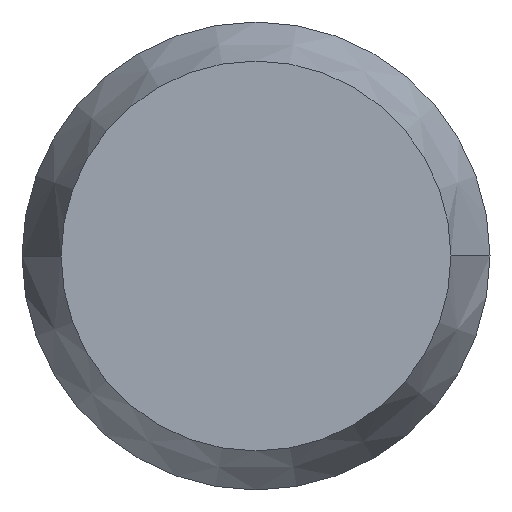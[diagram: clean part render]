
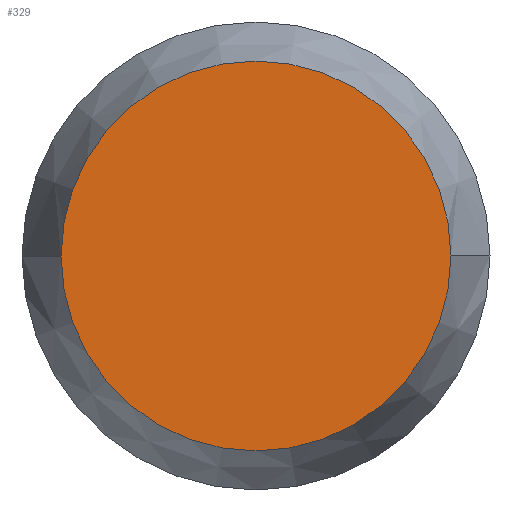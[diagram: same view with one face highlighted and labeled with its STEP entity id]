
A CAD part, front view. The second image highlights one B-rep face of the part: STEP entity #329.
In plain terms, the highlighted planar face has unit normal (0, -1, 0).
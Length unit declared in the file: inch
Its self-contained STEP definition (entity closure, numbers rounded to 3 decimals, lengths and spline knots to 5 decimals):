
#44 = FACE_OUTER_BOUND ( 'NONE', #250, .T. ) ;
#68 = DIRECTION ( 'NONE',  ( 0., -1., 0. ) ) ;
#82 = CIRCLE ( 'NONE', #341, 0.0781 ) ;
#113 = EDGE_CURVE ( 'NONE', #328, #152, #82, .T. ) ;
#122 = CARTESIAN_POINT ( 'NONE',  ( 0., 0., 0.0781 ) ) ;
#136 = DIRECTION ( 'NONE',  ( 0., 0., -1. ) ) ;
#151 = DIRECTION ( 'NONE',  ( 0., -1., 0. ) ) ;
#152 = VERTEX_POINT ( 'NONE', #207 ) ;
#168 = DIRECTION ( 'NONE',  ( 0., -1., 0. ) ) ;
#179 = CARTESIAN_POINT ( 'NONE',  ( 0., 0., 0. ) ) ;
#183 = PLANE ( 'NONE',  #298 ) ;
#207 = CARTESIAN_POINT ( 'NONE',  ( 0., 0., -0.0781 ) ) ;
#221 = CIRCLE ( 'NONE', #323, 0.0781 ) ;
#222 = ORIENTED_EDGE ( 'NONE', *, *, #320, .T. ) ;
#250 = EDGE_LOOP ( 'NONE', ( #222, #269 ) ) ;
#255 = DIRECTION ( 'NONE',  ( 0., 0., -1. ) ) ;
#269 = ORIENTED_EDGE ( 'NONE', *, *, #113, .T. ) ;
#275 = CARTESIAN_POINT ( 'NONE',  ( 0., 0., 0. ) ) ;
#282 = DIRECTION ( 'NONE',  ( 0., 0., -1. ) ) ;
#298 = AXIS2_PLACEMENT_3D ( 'NONE', #275, #68, #255 ) ;
#320 = EDGE_CURVE ( 'NONE', #152, #328, #221, .T. ) ;
#323 = AXIS2_PLACEMENT_3D ( 'NONE', #179, #151, #282 ) ;
#328 = VERTEX_POINT ( 'NONE', #122 ) ;
#329 = ADVANCED_FACE ( 'NONE', ( #44 ), #183, .T. ) ;
#341 = AXIS2_PLACEMENT_3D ( 'NONE', #351, #168, #136 ) ;
#351 = CARTESIAN_POINT ( 'NONE',  ( 0., 0., 0. ) ) ;
